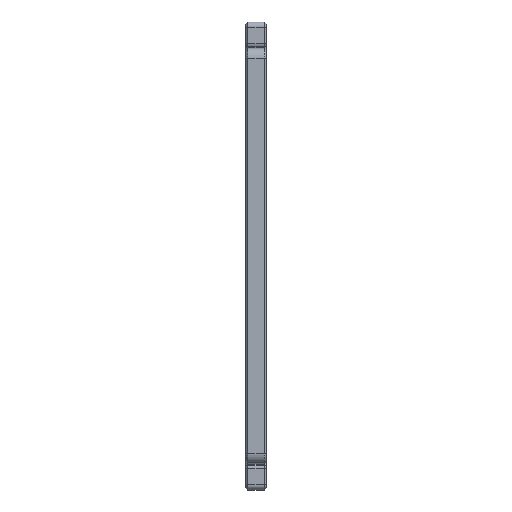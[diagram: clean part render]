
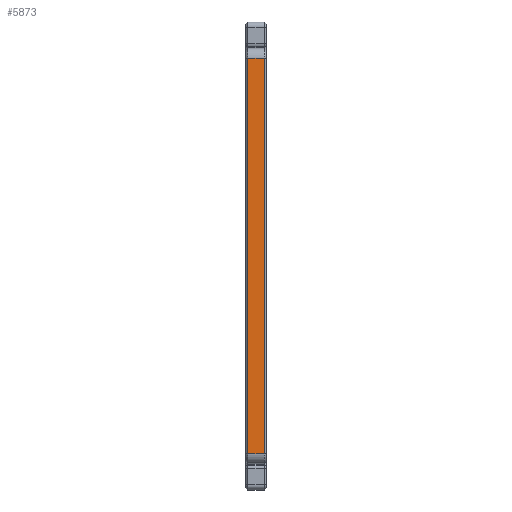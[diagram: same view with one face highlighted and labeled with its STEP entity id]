
A CAD part, front view. The second image highlights one B-rep face of the part: STEP entity #5873.
In plain terms, the highlighted planar face has unit normal (0, -1, 0).
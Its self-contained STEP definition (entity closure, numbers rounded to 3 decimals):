
#699=FACE_OUTER_BOUND('',#1067,.T.);
#1067=EDGE_LOOP('',(#4986,#4987,#4988,#4989));
#1631=LINE('',#9837,#2228);
#1659=LINE('',#9918,#2256);
#1660=LINE('',#9922,#2257);
#1661=LINE('',#9923,#2258);
#2228=VECTOR('',#7574,10.);
#2256=VECTOR('',#7666,10.);
#2257=VECTOR('',#7671,10.);
#2258=VECTOR('',#7672,10.);
#2781=VERTEX_POINT('',#9665);
#2823=VERTEX_POINT('',#9833);
#2844=VERTEX_POINT('',#9917);
#2845=VERTEX_POINT('',#9921);
#3545=EDGE_CURVE('',#2781,#2823,#1631,.T.);
#3585=EDGE_CURVE('',#2823,#2844,#1659,.T.);
#3587=EDGE_CURVE('',#2845,#2781,#1660,.T.);
#3588=EDGE_CURVE('',#2844,#2845,#1661,.T.);
#4986=ORIENTED_EDGE('',*,*,#3545,.F.);
#4987=ORIENTED_EDGE('',*,*,#3587,.F.);
#4988=ORIENTED_EDGE('',*,*,#3588,.F.);
#4989=ORIENTED_EDGE('',*,*,#3585,.F.);
#5607=PLANE('',#6353);
#5873=ADVANCED_FACE('',(#699),#5607,.T.);
#6353=AXIS2_PLACEMENT_3D('',#9920,#7669,#7670);
#7574=DIRECTION('',(0.,0.,1.));
#7666=DIRECTION('',(1.,0.,0.));
#7669=DIRECTION('center_axis',(0.,-1.,0.));
#7670=DIRECTION('ref_axis',(0.,0.,-1.));
#7671=DIRECTION('',(-1.,0.,0.));
#7672=DIRECTION('',(0.,0.,-1.));
#9665=CARTESIAN_POINT('',(0.4,-38.5,-38.));
#9833=CARTESIAN_POINT('',(0.4,-38.5,38.));
#9837=CARTESIAN_POINT('',(0.4,-38.5,20.));
#9917=CARTESIAN_POINT('',(3.6,-38.5,38.));
#9918=CARTESIAN_POINT('',(0.,-38.5,38.));
#9920=CARTESIAN_POINT('Origin',(0.,-38.5,40.));
#9921=CARTESIAN_POINT('',(3.6,-38.5,-38.));
#9922=CARTESIAN_POINT('',(0.,-38.5,-38.));
#9923=CARTESIAN_POINT('',(3.6,-38.5,20.));
